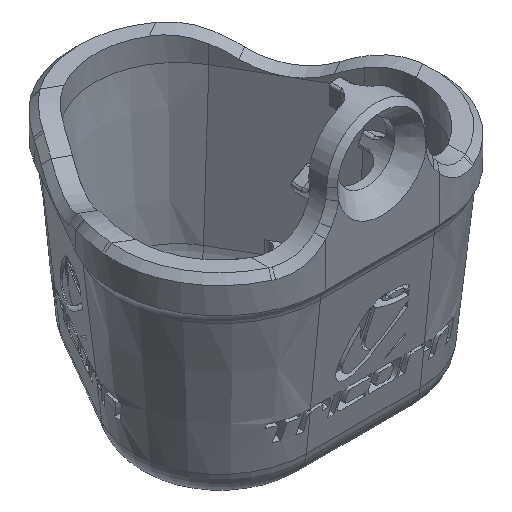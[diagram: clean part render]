
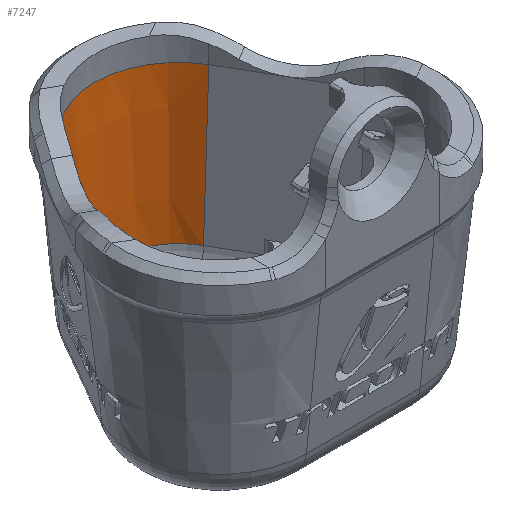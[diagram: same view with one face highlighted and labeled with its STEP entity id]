
A CAD part, isometric view. The second image highlights one B-rep face of the part: STEP entity #7247.
In plain terms, the highlighted conical face has half-angle 5.711 degrees and reference radius 4.094 mm.
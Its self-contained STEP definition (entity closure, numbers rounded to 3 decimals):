
#371=CIRCLE('',#7778,4.199);
#382=CIRCLE('',#7801,5.094);
#1117=FACE_OUTER_BOUND('',#1589,.T.);
#1589=EDGE_LOOP('',(#6728,#6729,#6730,#6731));
#2087=LINE('',#17074,#2585);
#2088=LINE('',#17076,#2586);
#2585=VECTOR('',#9383,1000.);
#2586=VECTOR('',#9386,1000.);
#3471=VERTEX_POINT('',#16479);
#3510=VERTEX_POINT('',#16747);
#3549=VERTEX_POINT('',#17005);
#3560=VERTEX_POINT('',#17055);
#4595=EDGE_CURVE('',#3510,#3549,#371,.F.);
#4620=EDGE_CURVE('',#3471,#3560,#382,.T.);
#4622=EDGE_CURVE('',#3549,#3560,#2087,.T.);
#4623=EDGE_CURVE('',#3510,#3471,#2088,.T.);
#6728=ORIENTED_EDGE('',*,*,#4622,.T.);
#6729=ORIENTED_EDGE('',*,*,#4620,.F.);
#6730=ORIENTED_EDGE('',*,*,#4623,.F.);
#6731=ORIENTED_EDGE('',*,*,#4595,.T.);
#6810=CONICAL_SURFACE('',#7805,4.094,0.1);
#7247=ADVANCED_FACE('',(#1117),#6810,.F.);
#7778=AXIS2_PLACEMENT_3D('',#17011,#9316,#9317);
#7801=AXIS2_PLACEMENT_3D('',#17064,#9375,#9376);
#7805=AXIS2_PLACEMENT_3D('',#17075,#9384,#9385);
#9316=DIRECTION('center_axis',(0.,0.,1.));
#9317=DIRECTION('ref_axis',(1.,0.,0.));
#9375=DIRECTION('center_axis',(0.,0.,-1.));
#9376=DIRECTION('ref_axis',(-1.,0.,0.));
#9383=DIRECTION('',(0.086,0.05,0.995));
#9384=DIRECTION('center_axis',(0.,0.,1.));
#9385=DIRECTION('ref_axis',(1.,0.,0.));
#9386=DIRECTION('',(-0.086,0.05,0.995));
#16479=CARTESIAN_POINT('',(-4.411,6.559,8.5));
#16747=CARTESIAN_POINT('',(-3.636,6.112,-0.449));
#17005=CARTESIAN_POINT('',(3.636,6.112,-0.449));
#17011=CARTESIAN_POINT('Origin',(0.,4.012,-0.449));
#17055=CARTESIAN_POINT('',(4.411,6.559,8.5));
#17064=CARTESIAN_POINT('Origin',(0.,4.012,8.5));
#17074=CARTESIAN_POINT('',(3.545,6.059,-1.5));
#17075=CARTESIAN_POINT('Origin',(0.,4.012,-1.5));
#17076=CARTESIAN_POINT('',(-3.545,6.059,-1.5));
